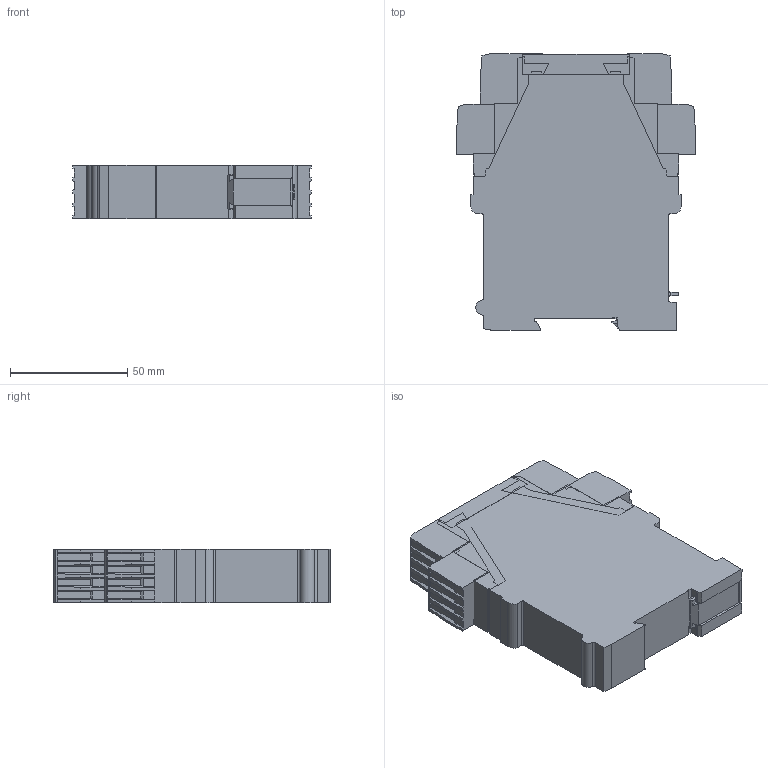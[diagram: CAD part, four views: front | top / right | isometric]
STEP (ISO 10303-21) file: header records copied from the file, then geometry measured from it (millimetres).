
FILE_DESCRIPTION (( 'STEP AP214' ), '1' );
FILE_NAME ('LG5924-02-61-24.STEP', '2018-05-11T10:35:34', ( '' ), ( '' ), 'SwSTEP 2.0', 'SolidWorks 2017', '' );
FILE_SCHEMA (( 'AUTOMOTIVE_DESIGN' ));
Length unit declared in the file: inch
Products named in the file (1): LG5924-02-61-24
Bounding box: 101.86 x 118 x 23 mm (x, y, z)
Volume: 238578.8 mm3; surface area: 47574.4 mm2
Topology: 18 solids, 24 shells, 940 faces, 2526 edges, 1670 vertices
Faces by surface type: plane 815, cylinder 83, cone 26, bspline 16
Full cylindrical faces by diameter (mm): 1 x8, 1.24 x1, 1.34 x1, 1.7 x8
Entity records: 43456 total; most frequent: CARTESIAN_POINT 7817, ORIENTED_EDGE 4872, DIRECTION 4459, EDGE_CURVE 2436, VECTOR 2199, LINE 2199, VERTEX_POINT 1630, AXIS2_PLACEMENT_3D 1130
